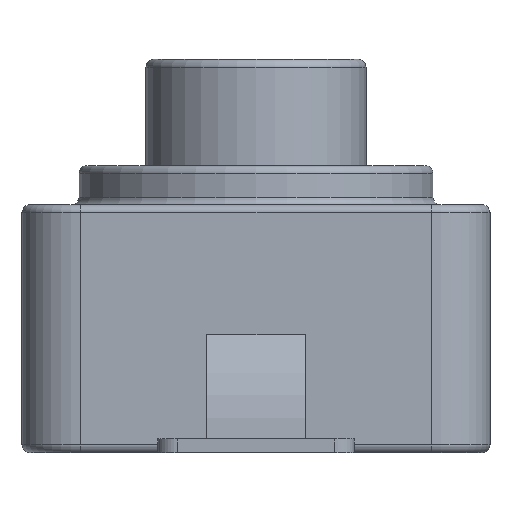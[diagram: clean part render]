
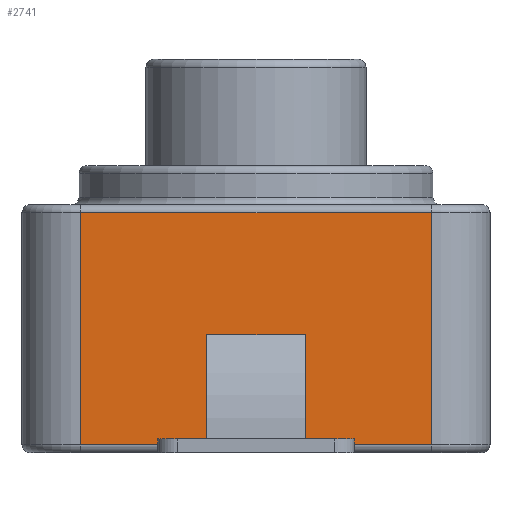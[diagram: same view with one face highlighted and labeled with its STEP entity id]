
A CAD part, left-side view. The second image highlights one B-rep face of the part: STEP entity #2741.
In plain terms, the highlighted planar face has unit normal (-1, 0, 0).
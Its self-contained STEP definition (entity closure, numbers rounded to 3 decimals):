
#494=FACE_OUTER_BOUND('',#673,.T.);
#673=EDGE_LOOP('',(#2396,#2397,#2398,#2399));
#825=LINE('',#4651,#1029);
#836=LINE('',#4701,#1040);
#862=LINE('',#4778,#1066);
#864=LINE('',#4781,#1068);
#1029=VECTOR('',#3774,10.);
#1040=VECTOR('',#3841,10.);
#1066=VECTOR('',#3959,10.);
#1068=VECTOR('',#3963,10.);
#1286=VERTEX_POINT('',#4641);
#1288=VERTEX_POINT('',#4647);
#1299=VERTEX_POINT('',#4695);
#1300=VERTEX_POINT('',#4699);
#1618=EDGE_CURVE('',#1286,#1288,#825,.T.);
#1645=EDGE_CURVE('',#1299,#1300,#836,.T.);
#1679=EDGE_CURVE('',#1300,#1286,#862,.T.);
#1681=EDGE_CURVE('',#1288,#1299,#864,.T.);
#2396=ORIENTED_EDGE('',*,*,#1645,.F.);
#2397=ORIENTED_EDGE('',*,*,#1681,.F.);
#2398=ORIENTED_EDGE('',*,*,#1618,.F.);
#2399=ORIENTED_EDGE('',*,*,#1679,.F.);
#2579=PLANE('',#3108);
#2741=ADVANCED_FACE('',(#494),#2579,.T.);
#3108=AXIS2_PLACEMENT_3D('',#4780,#3961,#3962);
#3774=DIRECTION('',(0.,1.,0.));
#3841=DIRECTION('',(0.,-1.,0.));
#3959=DIRECTION('',(0.,0.,-1.));
#3961=DIRECTION('center_axis',(-1.,0.,0.));
#3962=DIRECTION('ref_axis',(0.,-1.,0.));
#3963=DIRECTION('',(0.,0.,1.));
#4641=CARTESIAN_POINT('',(-8.925,-4.45,0.2));
#4647=CARTESIAN_POINT('',(-8.925,4.45,0.2));
#4651=CARTESIAN_POINT('',(-8.925,2.975,0.2));
#4695=CARTESIAN_POINT('',(-8.925,4.45,6.1));
#4699=CARTESIAN_POINT('',(-8.925,-4.45,6.1));
#4701=CARTESIAN_POINT('',(-8.925,2.975,6.1));
#4778=CARTESIAN_POINT('',(-8.925,-4.45,0.));
#4780=CARTESIAN_POINT('Origin',(-8.925,5.95,0.));
#4781=CARTESIAN_POINT('',(-8.925,4.45,0.));
